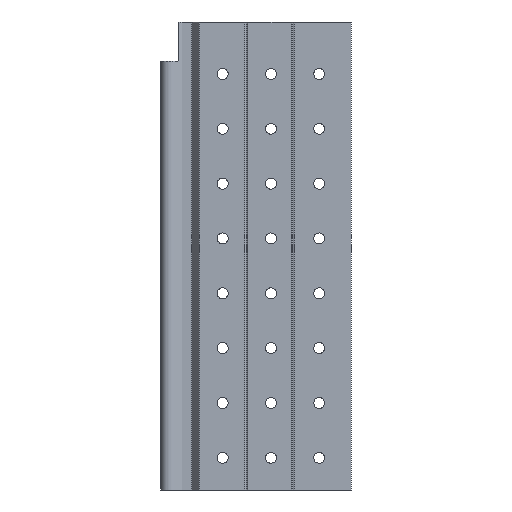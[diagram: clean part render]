
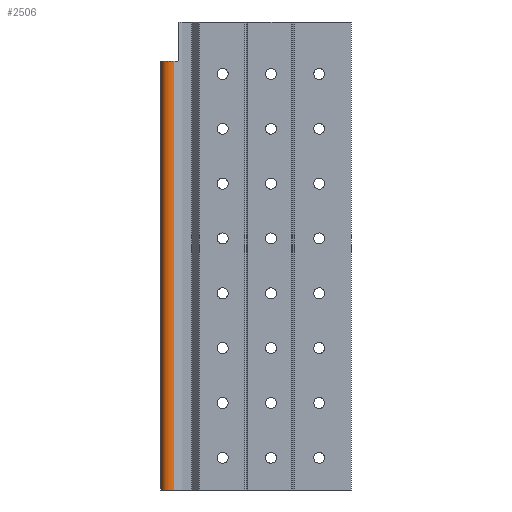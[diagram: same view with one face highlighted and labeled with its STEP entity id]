
A CAD part, left-side view. The second image highlights one B-rep face of the part: STEP entity #2506.
In plain terms, the highlighted cylindrical face has radius 6 mm (diameter 12 mm), a partial arc.
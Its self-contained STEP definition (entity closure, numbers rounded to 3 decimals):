
#6 = ORIENTED_EDGE ( 'NONE', *, *, #74, .T. ) ;
#44 = CARTESIAN_POINT ( 'NONE',  ( 3.882, 121.4, -27. ) ) ;
#74 = EDGE_CURVE ( 'NONE', #1474, #1287, #1586, .T. ) ;
#76 = CARTESIAN_POINT ( 'NONE',  ( 9.078, 124.4, -27. ) ) ;
#82 = CARTESIAN_POINT ( 'NONE',  ( 14.275, 127.4, -320. ) ) ;
#83 = CARTESIAN_POINT ( 'NONE',  ( 9.078, 124.4, -320. ) ) ;
#330 = EDGE_CURVE ( 'NONE', #715, #2327, #526, .T. ) ;
#377 = EDGE_CURVE ( 'NONE', #1474, #715, #1896, .T. ) ;
#412 = VECTOR ( 'NONE', #1987, 1000. ) ;
#494 = CYLINDRICAL_SURFACE ( 'NONE', #834, 6. ) ;
#526 = LINE ( 'NONE', #82, #1398 ) ;
#683 = AXIS2_PLACEMENT_3D ( 'NONE', #959, #1637, #2533 ) ;
#710 = CARTESIAN_POINT ( 'NONE',  ( 3.882, 121.4, -320. ) ) ;
#715 = VERTEX_POINT ( 'NONE', #2440 ) ;
#834 = AXIS2_PLACEMENT_3D ( 'NONE', #83, #2690, #1993 ) ;
#847 = CARTESIAN_POINT ( 'NONE',  ( 14.275, 127.4, -27. ) ) ;
#928 = DIRECTION ( 'NONE',  ( 0., 0., -1. ) ) ;
#959 = CARTESIAN_POINT ( 'NONE',  ( 9.078, 124.4, -320. ) ) ;
#1112 = EDGE_LOOP ( 'NONE', ( #1869, #2080, #2179, #6 ) ) ;
#1124 = AXIS2_PLACEMENT_3D ( 'NONE', #76, #928, #2779 ) ;
#1163 = EDGE_CURVE ( 'NONE', #1287, #2327, #1621, .T. ) ;
#1287 = VERTEX_POINT ( 'NONE', #44 ) ;
#1398 = VECTOR ( 'NONE', #2475, 1000. ) ;
#1474 = VERTEX_POINT ( 'NONE', #710 ) ;
#1586 = LINE ( 'NONE', #2194, #412 ) ;
#1621 = CIRCLE ( 'NONE', #1124, 6. ) ;
#1637 = DIRECTION ( 'NONE',  ( 0., 0., -1. ) ) ;
#1869 = ORIENTED_EDGE ( 'NONE', *, *, #1163, .T. ) ;
#1896 = CIRCLE ( 'NONE', #683, 6. ) ;
#1987 = DIRECTION ( 'NONE',  ( 0., 0., 1. ) ) ;
#1993 = DIRECTION ( 'NONE',  ( 1., 0., 0. ) ) ;
#2080 = ORIENTED_EDGE ( 'NONE', *, *, #330, .F. ) ;
#2179 = ORIENTED_EDGE ( 'NONE', *, *, #377, .F. ) ;
#2194 = CARTESIAN_POINT ( 'NONE',  ( 3.882, 121.4, -320. ) ) ;
#2327 = VERTEX_POINT ( 'NONE', #847 ) ;
#2440 = CARTESIAN_POINT ( 'NONE',  ( 14.275, 127.4, -320. ) ) ;
#2475 = DIRECTION ( 'NONE',  ( 0., 0., 1. ) ) ;
#2476 = FACE_OUTER_BOUND ( 'NONE', #1112, .T. ) ;
#2506 = ADVANCED_FACE ( 'NONE', ( #2476 ), #494, .T. ) ;
#2533 = DIRECTION ( 'NONE',  ( -1., 0., 0. ) ) ;
#2690 = DIRECTION ( 'NONE',  ( 0., 0., 1. ) ) ;
#2779 = DIRECTION ( 'NONE',  ( 0., 1., 0. ) ) ;
